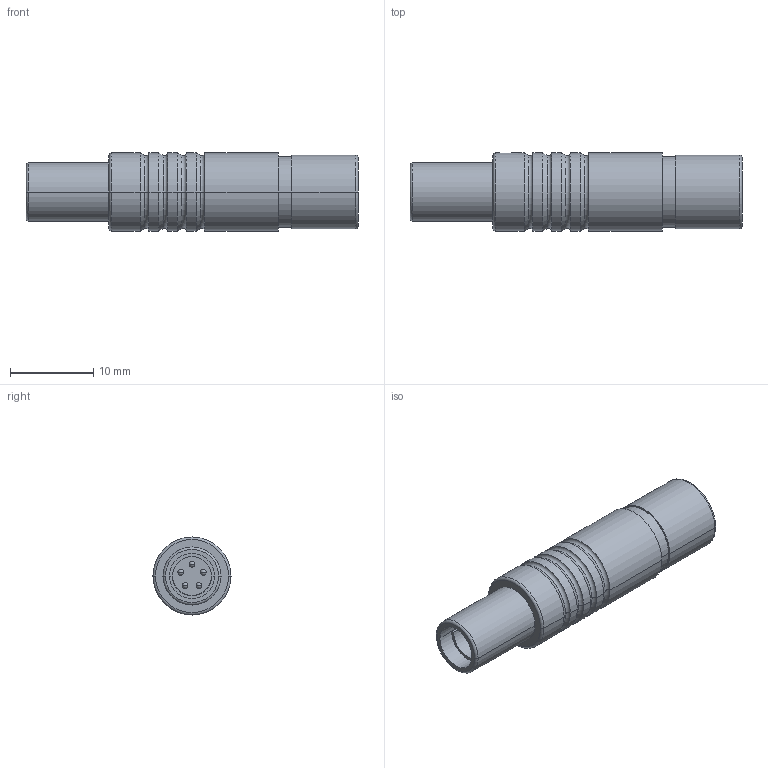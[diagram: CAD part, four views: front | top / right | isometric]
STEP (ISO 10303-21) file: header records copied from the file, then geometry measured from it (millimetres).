
FILE_DESCRIPTION((''),'2;1');
FILE_NAME('S30F1C-P05M','2021-01-22T08:19:42',('RTrager'),(''),'CREO PARAMETRIC BY PTC INC, 2018300','CREO PARAMETRIC BY PTC INC, 2018300','');
FILE_SCHEMA(('AP242_MANAGED_MODEL_BASED_3D_ENGINEERING_MIM_LF { 1 0 10303 442 1 1 4 }'));
Length unit declared in the file: millimetre
Products named in the file (1): S30F1C-P05M
Bounding box: 40 x 9.4 x 9.4 mm (x, y, z)
Volume: 1797.1 mm3; surface area: 1940.5 mm2
Topology: 1 solids, 1 shells, 128 faces, 296 edges, 177 vertices
Faces by surface type: cylinder 69, plane 22, torus 19, sphere 10, cone 8
Entity records: 5980 total; most frequent: CARTESIAN_POINT 860, DIRECTION 682, ORIENTED_EDGE 572, PRESENTATION_STYLE_ASSIGNMENT 410, STYLED_ITEM 338, AXIS2_PLACEMENT_3D 294, CURVE_STYLE 286, EDGE_CURVE 286
